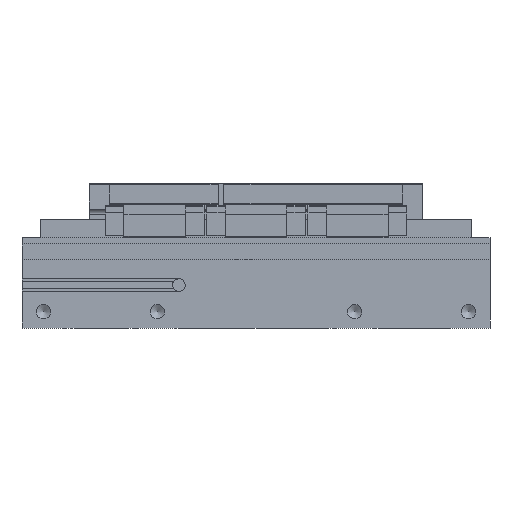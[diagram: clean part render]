
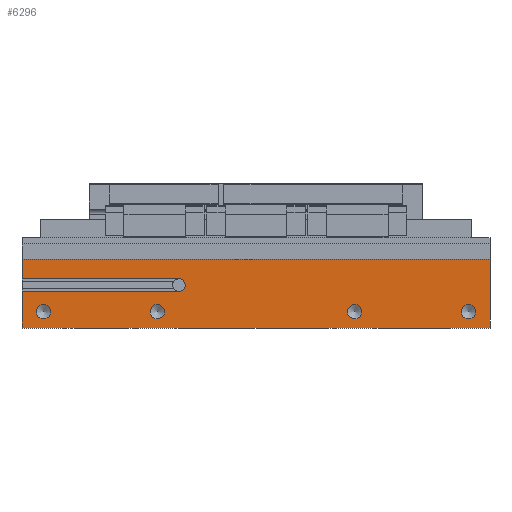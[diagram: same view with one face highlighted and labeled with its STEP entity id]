
A CAD part, front view. The second image highlights one B-rep face of the part: STEP entity #6296.
In plain terms, the highlighted planar face has unit normal (0, -1, 0).
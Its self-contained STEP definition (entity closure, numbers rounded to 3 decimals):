
#117=FACE_BOUND('',#642,.T.);
#118=FACE_BOUND('',#643,.T.);
#119=FACE_BOUND('',#644,.T.);
#120=FACE_BOUND('',#645,.T.);
#189=CIRCLE('',#6733,5.);
#190=CIRCLE('',#6734,5.723);
#191=CIRCLE('',#6735,5.723);
#192=CIRCLE('',#6736,5.723);
#193=CIRCLE('',#6737,5.723);
#294=FACE_OUTER_BOUND('',#641,.T.);
#641=EDGE_LOOP('',(#4262,#4263,#4264,#4265,#4266,#4267,#4268,#4269,#4270,
#4271));
#642=EDGE_LOOP('',(#4272));
#643=EDGE_LOOP('',(#4273));
#644=EDGE_LOOP('',(#4274));
#645=EDGE_LOOP('',(#4275));
#1067=LINE('',#8935,#1875);
#1079=LINE('',#8959,#1887);
#1101=LINE('',#9005,#1909);
#1105=LINE('',#9013,#1913);
#1106=LINE('',#9015,#1914);
#1107=LINE('',#9019,#1915);
#1108=LINE('',#9020,#1916);
#1109=LINE('',#9022,#1917);
#1110=LINE('',#9023,#1918);
#1875=VECTOR('',#7209,10.);
#1887=VECTOR('',#7221,10.);
#1909=VECTOR('',#7249,10.);
#1913=VECTOR('',#7257,10.);
#1914=VECTOR('',#7258,10.);
#1915=VECTOR('',#7261,10.);
#1916=VECTOR('',#7262,10.);
#1917=VECTOR('',#7263,10.);
#1918=VECTOR('',#7264,10.);
#2678=VERTEX_POINT('',#8932);
#2679=VERTEX_POINT('',#8934);
#2690=VERTEX_POINT('',#8956);
#2691=VERTEX_POINT('',#8958);
#2712=VERTEX_POINT('',#9004);
#2714=VERTEX_POINT('',#9012);
#2715=VERTEX_POINT('',#9014);
#2716=VERTEX_POINT('',#9016);
#2717=VERTEX_POINT('',#9018);
#2718=VERTEX_POINT('',#9021);
#2719=VERTEX_POINT('',#9024);
#2720=VERTEX_POINT('',#9026);
#2721=VERTEX_POINT('',#9028);
#2722=VERTEX_POINT('',#9030);
#3304=EDGE_CURVE('',#2678,#2679,#1067,.T.);
#3316=EDGE_CURVE('',#2690,#2691,#1079,.T.);
#3339=EDGE_CURVE('',#2712,#2691,#1101,.T.);
#3343=EDGE_CURVE('',#2690,#2714,#1105,.T.);
#3344=EDGE_CURVE('',#2714,#2715,#1106,.T.);
#3345=EDGE_CURVE('',#2715,#2716,#189,.T.);
#3346=EDGE_CURVE('',#2716,#2717,#1107,.T.);
#3347=EDGE_CURVE('',#2717,#2679,#1108,.T.);
#3348=EDGE_CURVE('',#2678,#2718,#1109,.T.);
#3349=EDGE_CURVE('',#2718,#2712,#1110,.T.);
#3350=EDGE_CURVE('',#2719,#2719,#190,.T.);
#3351=EDGE_CURVE('',#2720,#2720,#191,.T.);
#3352=EDGE_CURVE('',#2721,#2721,#192,.T.);
#3353=EDGE_CURVE('',#2722,#2722,#193,.T.);
#4262=ORIENTED_EDGE('',*,*,#3339,.T.);
#4263=ORIENTED_EDGE('',*,*,#3316,.F.);
#4264=ORIENTED_EDGE('',*,*,#3343,.T.);
#4265=ORIENTED_EDGE('',*,*,#3344,.T.);
#4266=ORIENTED_EDGE('',*,*,#3345,.T.);
#4267=ORIENTED_EDGE('',*,*,#3346,.T.);
#4268=ORIENTED_EDGE('',*,*,#3347,.T.);
#4269=ORIENTED_EDGE('',*,*,#3304,.F.);
#4270=ORIENTED_EDGE('',*,*,#3348,.T.);
#4271=ORIENTED_EDGE('',*,*,#3349,.T.);
#4272=ORIENTED_EDGE('',*,*,#3350,.T.);
#4273=ORIENTED_EDGE('',*,*,#3351,.T.);
#4274=ORIENTED_EDGE('',*,*,#3352,.T.);
#4275=ORIENTED_EDGE('',*,*,#3353,.T.);
#6011=PLANE('',#6732);
#6296=ADVANCED_FACE('',(#294,#117,#118,#119,#120),#6011,.T.);
#6732=AXIS2_PLACEMENT_3D('',#9011,#7255,#7256);
#6733=AXIS2_PLACEMENT_3D('',#9017,#7259,#7260);
#6734=AXIS2_PLACEMENT_3D('',#9025,#7265,#7266);
#6735=AXIS2_PLACEMENT_3D('',#9027,#7267,#7268);
#6736=AXIS2_PLACEMENT_3D('',#9029,#7269,#7270);
#6737=AXIS2_PLACEMENT_3D('',#9031,#7271,#7272);
#7209=DIRECTION('',(0.,0.,1.));
#7221=DIRECTION('',(0.,0.,1.));
#7249=DIRECTION('',(-1.,0.,0.));
#7255=DIRECTION('center_axis',(0.,-1.,0.));
#7256=DIRECTION('ref_axis',(1.,0.,0.));
#7257=DIRECTION('',(1.,0.,0.));
#7258=DIRECTION('',(0.,0.,-1.));
#7259=DIRECTION('center_axis',(0.,1.,0.));
#7260=DIRECTION('ref_axis',(-1.,0.,0.));
#7261=DIRECTION('',(0.,0.,-1.));
#7262=DIRECTION('',(-1.,0.,0.));
#7263=DIRECTION('',(1.,0.,0.));
#7264=DIRECTION('',(0.,0.,1.));
#7265=DIRECTION('center_axis',(0.,1.,0.));
#7266=DIRECTION('ref_axis',(1.,0.,0.));
#7267=DIRECTION('center_axis',(0.,1.,0.));
#7268=DIRECTION('ref_axis',(1.,0.,0.));
#7269=DIRECTION('center_axis',(0.,1.,0.));
#7270=DIRECTION('ref_axis',(1.,0.,0.));
#7271=DIRECTION('center_axis',(0.,1.,0.));
#7272=DIRECTION('ref_axis',(1.,0.,0.));
#8932=CARTESIAN_POINT('',(-185.,-74.,0.));
#8934=CARTESIAN_POINT('',(-185.,-74.,29.));
#8935=CARTESIAN_POINT('',(-185.,-74.,0.));
#8956=CARTESIAN_POINT('',(-185.,-74.,39.));
#8958=CARTESIAN_POINT('',(-185.,-74.,54.5));
#8959=CARTESIAN_POINT('',(-185.,-74.,0.));
#9004=CARTESIAN_POINT('',(185.,-74.,54.5));
#9005=CARTESIAN_POINT('',(0.,-74.,54.5));
#9011=CARTESIAN_POINT('Origin',(-185.,-74.,0.));
#9012=CARTESIAN_POINT('',(-61.55,-74.,39.));
#9013=CARTESIAN_POINT('',(-185.,-74.,39.));
#9014=CARTESIAN_POINT('',(-61.55,-74.,38.97));
#9015=CARTESIAN_POINT('',(-61.55,-74.,17.));
#9016=CARTESIAN_POINT('',(-61.55,-74.,29.03));
#9017=CARTESIAN_POINT('Origin',(-61.,-74.,34.));
#9018=CARTESIAN_POINT('',(-61.55,-74.,29.));
#9019=CARTESIAN_POINT('',(-61.55,-74.,17.));
#9020=CARTESIAN_POINT('',(-185.,-74.,29.));
#9021=CARTESIAN_POINT('',(185.,-74.,0.));
#9022=CARTESIAN_POINT('',(-185.,-74.,0.));
#9023=CARTESIAN_POINT('',(185.,-74.,0.));
#9024=CARTESIAN_POINT('',(173.723,-74.,13.));
#9025=CARTESIAN_POINT('Origin',(168.,-74.,13.));
#9026=CARTESIAN_POINT('',(-72.278,-74.,13.));
#9027=CARTESIAN_POINT('Origin',(-78.,-74.,13.));
#9028=CARTESIAN_POINT('',(-162.278,-74.,13.));
#9029=CARTESIAN_POINT('Origin',(-168.,-74.,13.));
#9030=CARTESIAN_POINT('',(83.723,-74.,13.));
#9031=CARTESIAN_POINT('Origin',(78.,-74.,13.));
